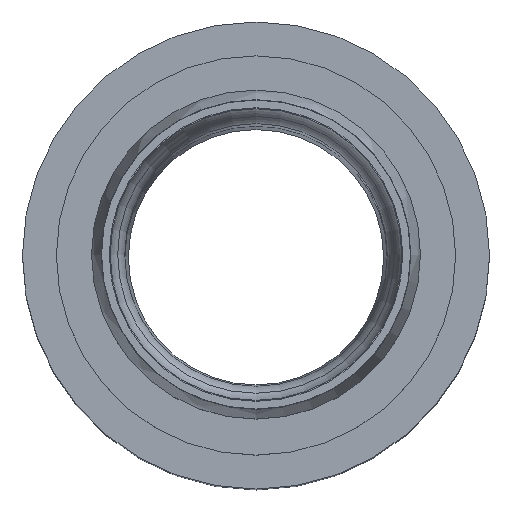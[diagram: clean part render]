
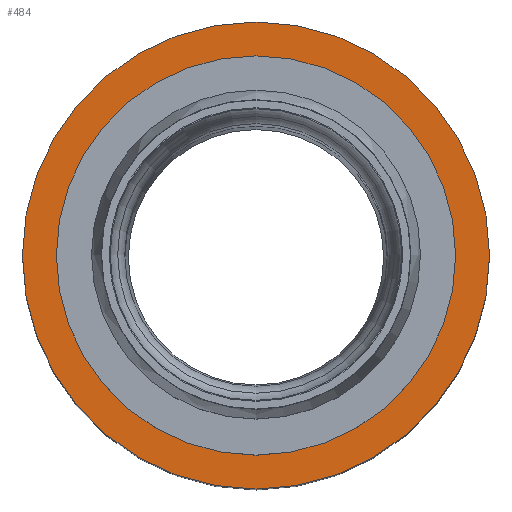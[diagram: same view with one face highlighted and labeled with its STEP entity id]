
A CAD part, top view. The second image highlights one B-rep face of the part: STEP entity #484.
In plain terms, the highlighted planar face has unit normal (0, 0, 1).
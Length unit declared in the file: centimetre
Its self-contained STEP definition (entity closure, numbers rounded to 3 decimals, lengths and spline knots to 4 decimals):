
#42=FACE_BOUND('',#90,.T.);
#48=PLANE('',#525);
#56=FACE_OUTER_BOUND('',#89,.T.);
#89=EDGE_LOOP('',(#337));
#90=EDGE_LOOP('',(#338));
#152=CIRCLE('',#520,44.45);
#154=CIRCLE('',#524,35.65);
#210=VERTEX_POINT('',#802);
#212=VERTEX_POINT('',#809);
#257=EDGE_CURVE('',#210,#210,#152,.T.);
#260=EDGE_CURVE('',#212,#212,#154,.T.);
#337=ORIENTED_EDGE('',*,*,#257,.F.);
#338=ORIENTED_EDGE('',*,*,#260,.T.);
#484=ADVANCED_FACE('',(#56,#42),#48,.T.);
#520=AXIS2_PLACEMENT_3D('',#804,#614,#615);
#524=AXIS2_PLACEMENT_3D('',#811,#623,#624);
#525=AXIS2_PLACEMENT_3D('',#812,#625,#626);
#614=DIRECTION('center_axis',(0.,0.,-1.));
#615=DIRECTION('ref_axis',(1.,0.,0.));
#623=DIRECTION('center_axis',(0.,0.,-1.));
#624=DIRECTION('ref_axis',(1.,0.,0.));
#625=DIRECTION('center_axis',(0.,0.,1.));
#626=DIRECTION('ref_axis',(0.,-1.,0.));
#802=CARTESIAN_POINT('',(-44.45,0.,190.));
#804=CARTESIAN_POINT('Origin',(0.,0.,190.));
#809=CARTESIAN_POINT('',(-35.65,0.,190.));
#811=CARTESIAN_POINT('Origin',(0.,0.,190.));
#812=CARTESIAN_POINT('Origin',(44.45,0.,190.));
